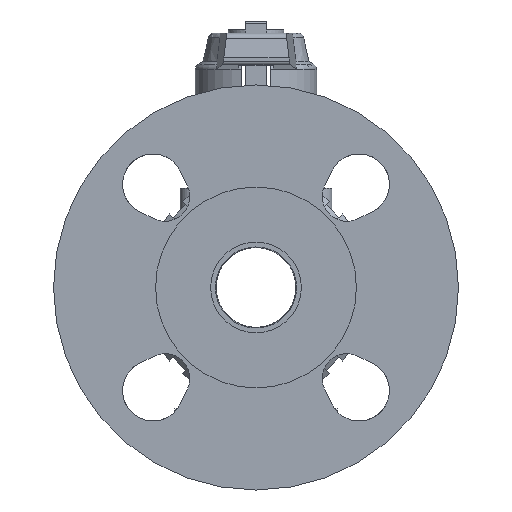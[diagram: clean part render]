
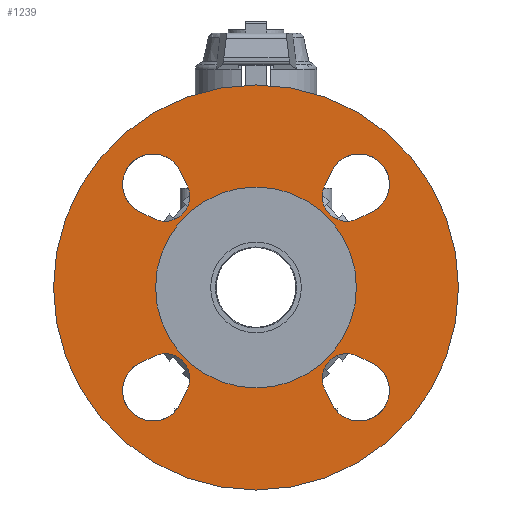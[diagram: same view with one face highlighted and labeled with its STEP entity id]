
A CAD part, left-side view. The second image highlights one B-rep face of the part: STEP entity #1239.
In plain terms, the highlighted planar face has unit normal (-1, 0, 0).
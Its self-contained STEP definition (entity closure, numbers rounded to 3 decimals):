
#1239=ADVANCED_FACE('',(#2726,#2727,#2728,#2729,#2730,#2731),#2732,.T.);
#2726=FACE_BOUND('',#4846,.T.);
#2727=FACE_BOUND('',#4847,.T.);
#2728=FACE_BOUND('',#4848,.T.);
#2729=FACE_BOUND('',#4849,.T.);
#2730=FACE_BOUND('',#4850,.T.);
#2731=FACE_OUTER_BOUND('',#4851,.T.);
#2732=PLANE('',#4852);
#4846=EDGE_LOOP('',(#8279,#8280,#8281,#8282,#8283));
#4847=EDGE_LOOP('',(#8284,#8285,#8286,#8287,#8288));
#4848=EDGE_LOOP('',(#8289,#8290,#8291,#8292,#8293));
#4849=EDGE_LOOP('',(#8294,#8295,#8296,#8297,#8298));
#4850=EDGE_LOOP('',(#8299,#8300));
#4851=EDGE_LOOP('',(#8301,#8302));
#4852=AXIS2_PLACEMENT_3D('',#8303,#8304,#8305);
#8279=ORIENTED_EDGE('',*,*,#12486,.T.);
#8280=ORIENTED_EDGE('',*,*,#12500,.T.);
#8281=ORIENTED_EDGE('',*,*,#12496,.T.);
#8282=ORIENTED_EDGE('',*,*,#12492,.T.);
#8283=ORIENTED_EDGE('',*,*,#12503,.T.);
#8284=ORIENTED_EDGE('',*,*,#12481,.T.);
#8285=ORIENTED_EDGE('',*,*,#12515,.T.);
#8286=ORIENTED_EDGE('',*,*,#12511,.T.);
#8287=ORIENTED_EDGE('',*,*,#12507,.T.);
#8288=ORIENTED_EDGE('',*,*,#12518,.T.);
#8289=ORIENTED_EDGE('',*,*,#12476,.T.);
#8290=ORIENTED_EDGE('',*,*,#12530,.T.);
#8291=ORIENTED_EDGE('',*,*,#12526,.T.);
#8292=ORIENTED_EDGE('',*,*,#12522,.T.);
#8293=ORIENTED_EDGE('',*,*,#12533,.T.);
#8294=ORIENTED_EDGE('',*,*,#12471,.T.);
#8295=ORIENTED_EDGE('',*,*,#12545,.T.);
#8296=ORIENTED_EDGE('',*,*,#12541,.T.);
#8297=ORIENTED_EDGE('',*,*,#12537,.T.);
#8298=ORIENTED_EDGE('',*,*,#12548,.T.);
#8299=ORIENTED_EDGE('',*,*,#12446,.F.);
#8300=ORIENTED_EDGE('',*,*,#12565,.F.);
#8301=ORIENTED_EDGE('',*,*,#12453,.T.);
#8302=ORIENTED_EDGE('',*,*,#12563,.T.);
#8303=CARTESIAN_POINT('',(-79.0,0.0,89.75));
#8304=DIRECTION('',(-1.0,0.0,0.0));
#8305=DIRECTION('',(0.0,0.0,1.0));
#12446=EDGE_CURVE('',#15025,#15028,#15029,.T.);
#12453=EDGE_CURVE('',#15035,#15039,#15041,.T.);
#12471=EDGE_CURVE('',#15073,#15070,#15074,.T.);
#12476=EDGE_CURVE('',#15082,#15079,#15083,.T.);
#12481=EDGE_CURVE('',#15091,#15088,#15092,.T.);
#12486=EDGE_CURVE('',#15100,#15097,#15101,.T.);
#12492=EDGE_CURVE('',#15111,#15109,#15112,.T.);
#12496=EDGE_CURVE('',#15117,#15111,#15118,.T.);
#12500=EDGE_CURVE('',#15097,#15117,#15122,.T.);
#12503=EDGE_CURVE('',#15109,#15100,#15125,.T.);
#12507=EDGE_CURVE('',#15132,#15130,#15133,.T.);
#12511=EDGE_CURVE('',#15138,#15132,#15139,.T.);
#12515=EDGE_CURVE('',#15088,#15138,#15143,.T.);
#12518=EDGE_CURVE('',#15130,#15091,#15146,.T.);
#12522=EDGE_CURVE('',#15153,#15151,#15154,.T.);
#12526=EDGE_CURVE('',#15159,#15153,#15160,.T.);
#12530=EDGE_CURVE('',#15079,#15159,#15164,.T.);
#12533=EDGE_CURVE('',#15151,#15082,#15167,.T.);
#12537=EDGE_CURVE('',#15174,#15172,#15175,.T.);
#12541=EDGE_CURVE('',#15180,#15174,#15181,.T.);
#12545=EDGE_CURVE('',#15070,#15180,#15185,.T.);
#12548=EDGE_CURVE('',#15172,#15073,#15188,.T.);
#12563=EDGE_CURVE('',#15039,#15035,#15203,.T.);
#12565=EDGE_CURVE('',#15028,#15025,#15205,.T.);
#15025=VERTEX_POINT('',#19591);
#15028=VERTEX_POINT('',#19595);
#15029=CIRCLE('',#19596,31.0);
#15035=VERTEX_POINT('',#19603);
#15039=VERTEX_POINT('',#19608);
#15041=CIRCLE('',#19611,62.5);
#15070=VERTEX_POINT('',#19646);
#15073=VERTEX_POINT('',#19650);
#15074=CIRCLE('',#19651,9.387);
#15079=VERTEX_POINT('',#19657);
#15082=VERTEX_POINT('',#19661);
#15083=CIRCLE('',#19662,9.387);
#15088=VERTEX_POINT('',#19668);
#15091=VERTEX_POINT('',#19672);
#15092=CIRCLE('',#19673,9.387);
#15097=VERTEX_POINT('',#19679);
#15100=VERTEX_POINT('',#19683);
#15101=CIRCLE('',#19684,9.387);
#15109=VERTEX_POINT('',#19693);
#15111=VERTEX_POINT('',#19696);
#15112=CIRCLE('',#19697,7.637);
#15117=VERTEX_POINT('',#19704);
#15118=LINE('',#19705,#19706);
#15122=CIRCLE('',#19711,9.387);
#15125=LINE('',#19715,#19716);
#15130=VERTEX_POINT('',#19721);
#15132=VERTEX_POINT('',#19724);
#15133=CIRCLE('',#19725,7.637);
#15138=VERTEX_POINT('',#19732);
#15139=LINE('',#19733,#19734);
#15143=CIRCLE('',#19739,9.387);
#15146=LINE('',#19743,#19744);
#15151=VERTEX_POINT('',#19749);
#15153=VERTEX_POINT('',#19752);
#15154=CIRCLE('',#19753,7.637);
#15159=VERTEX_POINT('',#19760);
#15160=LINE('',#19761,#19762);
#15164=CIRCLE('',#19767,9.387);
#15167=LINE('',#19771,#19772);
#15172=VERTEX_POINT('',#19777);
#15174=VERTEX_POINT('',#19780);
#15175=CIRCLE('',#19781,7.637);
#15180=VERTEX_POINT('',#19788);
#15181=LINE('',#19789,#19790);
#15185=CIRCLE('',#19795,9.387);
#15188=LINE('',#19799,#19800);
#15203=CIRCLE('',#19815,62.5);
#15205=CIRCLE('',#19817,31.0);
#19591=CARTESIAN_POINT('',(-79.0,0.0,74.0));
#19595=CARTESIAN_POINT('',(-79.0,0.,12.0));
#19596=AXIS2_PLACEMENT_3D('',#24968,#24969,#24970);
#19603=CARTESIAN_POINT('',(-79.0,0.0,105.5));
#19608=CARTESIAN_POINT('',(-79.0,0.,-19.5));
#19611=AXIS2_PLACEMENT_3D('',#24980,#24981,#24982);
#19646=CARTESIAN_POINT('',(-79.0,27.741,83.274));
#19650=CARTESIAN_POINT('',(-79.0,35.899,66.366));
#19651=AXIS2_PLACEMENT_3D('',#25008,#25009,#25010);
#19657=CARTESIAN_POINT('',(-79.0,-40.274,70.741));
#19661=CARTESIAN_POINT('',(-79.0,-23.366,78.899));
#19662=AXIS2_PLACEMENT_3D('',#25016,#25017,#25018);
#19668=CARTESIAN_POINT('',(-79.0,-27.741,2.726));
#19672=CARTESIAN_POINT('',(-79.0,-35.899,19.634));
#19673=AXIS2_PLACEMENT_3D('',#25024,#25025,#25026);
#19679=CARTESIAN_POINT('',(-79.0,40.274,15.259));
#19683=CARTESIAN_POINT('',(-79.0,23.366,7.101));
#19684=AXIS2_PLACEMENT_3D('',#25032,#25033,#25034);
#19693=CARTESIAN_POINT('',(-79.0,21.187,11.616));
#19696=CARTESIAN_POINT('',(-79.0,31.384,21.813));
#19697=AXIS2_PLACEMENT_3D('',#25043,#25044,#25045);
#19704=CARTESIAN_POINT('',(-79.0,35.899,19.634));
#19705=CARTESIAN_POINT('',(-79.0,6.489,33.824));
#19706=VECTOR('',#25048,1.0);
#19711=AXIS2_PLACEMENT_3D('',#25053,#25054,#25055);
#19715=CARTESIAN_POINT('',(-79.0,4.441,46.323));
#19716=VECTOR('',#25057,1.0);
#19721=CARTESIAN_POINT('',(-79.0,-31.384,21.813));
#19724=CARTESIAN_POINT('',(-79.0,-21.187,11.616));
#19725=AXIS2_PLACEMENT_3D('',#25062,#25063,#25064);
#19732=CARTESIAN_POINT('',(-79.0,-23.366,7.101));
#19733=CARTESIAN_POINT('',(-79.0,-4.441,46.323));
#19734=VECTOR('',#25067,1.0);
#19739=AXIS2_PLACEMENT_3D('',#25072,#25073,#25074);
#19743=CARTESIAN_POINT('',(-79.0,-6.489,33.824));
#19744=VECTOR('',#25076,1.0);
#19749=CARTESIAN_POINT('',(-79.0,-21.187,74.384));
#19752=CARTESIAN_POINT('',(-79.0,-31.384,64.187));
#19753=AXIS2_PLACEMENT_3D('',#25081,#25082,#25083);
#19760=CARTESIAN_POINT('',(-79.0,-35.899,66.366));
#19761=CARTESIAN_POINT('',(-79.0,-24.786,61.004));
#19762=VECTOR('',#25086,1.0);
#19767=AXIS2_PLACEMENT_3D('',#25091,#25092,#25093);
#19771=CARTESIAN_POINT('',(-79.0,-22.738,77.598));
#19772=VECTOR('',#25095,1.0);
#19777=CARTESIAN_POINT('',(-79.0,31.384,64.187));
#19780=CARTESIAN_POINT('',(-79.0,21.187,74.384));
#19781=AXIS2_PLACEMENT_3D('',#25100,#25101,#25102);
#19788=CARTESIAN_POINT('',(-79.0,23.366,78.899));
#19789=CARTESIAN_POINT('',(-79.0,22.738,77.598));
#19790=VECTOR('',#25105,1.0);
#19795=AXIS2_PLACEMENT_3D('',#25110,#25111,#25112);
#19799=CARTESIAN_POINT('',(-79.0,24.786,61.004));
#19800=VECTOR('',#25114,1.0);
#19815=AXIS2_PLACEMENT_3D('',#25136,#25137,#25138);
#19817=AXIS2_PLACEMENT_3D('',#25139,#25140,#25141);
#24968=CARTESIAN_POINT('',(-79.0,0.0,43.0));
#24969=DIRECTION('',(-1.0,0.0,0.0));
#24970=DIRECTION('',(0.0,0.0,1.0));
#24980=CARTESIAN_POINT('',(-79.0,0.0,43.0));
#24981=DIRECTION('',(-1.0,0.0,0.0));
#24982=DIRECTION('',(0.0,0.0,1.0));
#25008=CARTESIAN_POINT('',(-79.0,31.82,74.82));
#25009=DIRECTION('',(1.0,-0.0,0.0));
#25010=DIRECTION('',(0.0,0.435,-0.901));
#25016=CARTESIAN_POINT('',(-79.0,-31.82,74.82));
#25017=DIRECTION('',(1.0,0.0,-0.0));
#25018=DIRECTION('',(0.0,0.901,0.435));
#25024=CARTESIAN_POINT('',(-79.0,-31.82,11.18));
#25025=DIRECTION('',(1.0,0.0,-0.0));
#25026=DIRECTION('',(0.0,-0.435,0.901));
#25032=CARTESIAN_POINT('',(-79.0,31.82,11.18));
#25033=DIRECTION('',(1.0,0.0,0.0));
#25034=DIRECTION('',(0.0,-0.901,-0.435));
#25043=CARTESIAN_POINT('',(-79.0,28.065,14.935));
#25044=DIRECTION('',(1.0,0.0,-0.0));
#25045=DIRECTION('',(0.0,0.435,0.901));
#25048=DIRECTION('',(0.0,-0.901,0.435));
#25053=CARTESIAN_POINT('',(-79.0,31.82,11.18));
#25054=DIRECTION('',(1.0,0.0,0.0));
#25055=DIRECTION('',(0.0,-0.901,-0.435));
#25057=DIRECTION('',(0.0,0.435,-0.901));
#25062=CARTESIAN_POINT('',(-79.0,-28.065,14.935));
#25063=DIRECTION('',(1.0,-0.0,0.0));
#25064=DIRECTION('',(0.0,0.901,-0.435));
#25067=DIRECTION('',(0.0,0.435,0.901));
#25072=CARTESIAN_POINT('',(-79.0,-31.82,11.18));
#25073=DIRECTION('',(1.0,0.0,-0.0));
#25074=DIRECTION('',(0.0,-0.435,0.901));
#25076=DIRECTION('',(-0.0,-0.901,-0.435));
#25081=CARTESIAN_POINT('',(-79.0,-28.065,71.065));
#25082=DIRECTION('',(1.0,0.0,0.0));
#25083=DIRECTION('',(0.0,-0.435,-0.901));
#25086=DIRECTION('',(0.0,0.901,-0.435));
#25091=CARTESIAN_POINT('',(-79.0,-31.82,74.82));
#25092=DIRECTION('',(1.0,0.0,-0.0));
#25093=DIRECTION('',(0.0,0.901,0.435));
#25095=DIRECTION('',(0.0,-0.435,0.901));
#25100=CARTESIAN_POINT('',(-79.0,28.065,71.065));
#25101=DIRECTION('',(1.0,0.0,-0.0));
#25102=DIRECTION('',(0.0,-0.901,0.435));
#25105=DIRECTION('',(-0.0,-0.435,-0.901));
#25110=CARTESIAN_POINT('',(-79.0,31.82,74.82));
#25111=DIRECTION('',(1.0,-0.0,0.0));
#25112=DIRECTION('',(0.0,0.435,-0.901));
#25114=DIRECTION('',(0.0,0.901,0.435));
#25136=CARTESIAN_POINT('',(-79.0,0.0,43.0));
#25137=DIRECTION('',(-1.0,0.0,0.0));
#25138=DIRECTION('',(0.0,0.0,1.0));
#25139=CARTESIAN_POINT('',(-79.0,0.0,43.0));
#25140=DIRECTION('',(-1.0,0.0,0.0));
#25141=DIRECTION('',(0.0,0.0,1.0));
